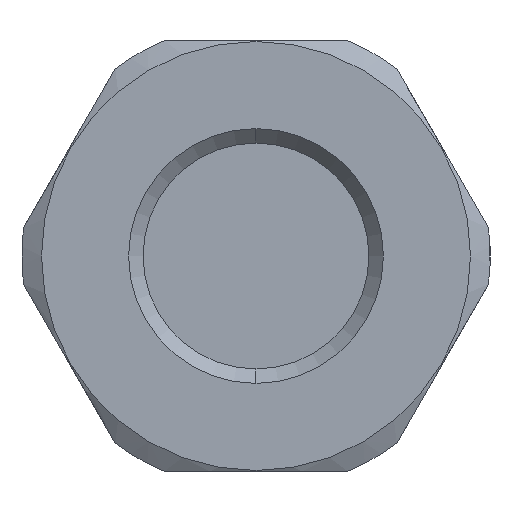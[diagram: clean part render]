
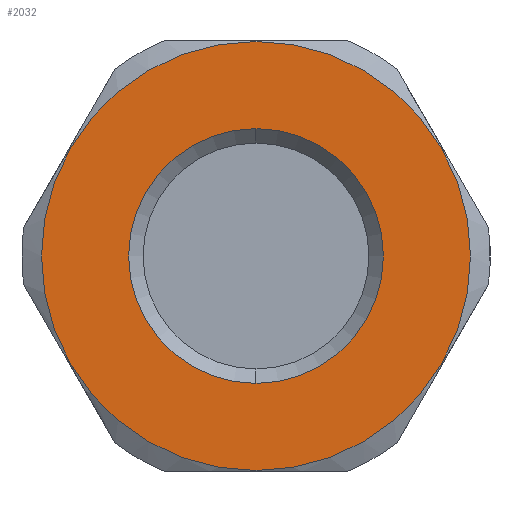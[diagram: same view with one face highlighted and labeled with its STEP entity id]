
A CAD part, left-side view. The second image highlights one B-rep face of the part: STEP entity #2032.
In plain terms, the highlighted planar face has unit normal (-1, 0, 0).
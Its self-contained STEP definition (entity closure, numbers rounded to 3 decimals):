
#16 = EDGE_CURVE ( 'NONE', #355, #349, #2572, .T. ) ;
#160 = DIRECTION ( 'NONE',  ( 1., 0., 0. ) ) ;
#161 = DIRECTION ( 'NONE',  ( 0., 0., -1. ) ) ;
#162 = CARTESIAN_POINT ( 'NONE',  ( -24.5, 0., 0. ) ) ;
#347 = VERTEX_POINT ( 'NONE', #565 ) ;
#348 = VERTEX_POINT ( 'NONE', #566 ) ;
#349 = VERTEX_POINT ( 'NONE', #567 ) ;
#355 = VERTEX_POINT ( 'NONE', #573 ) ;
#565 = CARTESIAN_POINT ( 'NONE',  ( -24.5, 0., 22.9 ) ) ;
#566 = CARTESIAN_POINT ( 'NONE',  ( -24.5, 0., -22.9 ) ) ;
#567 = CARTESIAN_POINT ( 'NONE',  ( -24.5, 0., 13.6 ) ) ;
#573 = CARTESIAN_POINT ( 'NONE',  ( -24.5, 0., -13.6 ) ) ;
#638 = CARTESIAN_POINT ( 'NONE',  ( -24.5, 0., 0. ) ) ;
#639 = DIRECTION ( 'NONE',  ( 1., 0., 0. ) ) ;
#640 = DIRECTION ( 'NONE',  ( 0., 0., -1. ) ) ;
#835 = CARTESIAN_POINT ( 'NONE',  ( -24.5, 0., 0. ) ) ;
#836 = DIRECTION ( 'NONE',  ( 1., 0., 0. ) ) ;
#837 = DIRECTION ( 'NONE',  ( 0., 0., -1. ) ) ;
#1065 = CARTESIAN_POINT ( 'NONE',  ( -24.5, 0., 0. ) ) ;
#1066 = DIRECTION ( 'NONE',  ( 1., 0., 0. ) ) ;
#1067 = DIRECTION ( 'NONE',  ( 0., 0., -1. ) ) ;
#1323 = EDGE_CURVE ( 'NONE', #347, #348, #2637, .T. ) ;
#1373 = EDGE_CURVE ( 'NONE', #348, #347, #2700, .T. ) ;
#1659 = EDGE_CURVE ( 'NONE', #349, #355, #2797, .T. ) ;
#2032 = ADVANCED_FACE ( 'NONE', ( #2929, #2930 ), #3315, .T. ) ;
#2173 = AXIS2_PLACEMENT_3D ( 'NONE', #162, #160, #161 ) ;
#2194 = AXIS2_PLACEMENT_3D ( 'NONE', #638, #639, #640 ) ;
#2216 = AXIS2_PLACEMENT_3D ( 'NONE', #835, #836, #837 ) ;
#2263 = AXIS2_PLACEMENT_3D ( 'NONE', #1065, #1066, #1067 ) ;
#2332 = AXIS2_PLACEMENT_3D ( 'NONE', #3318, #3319, #3313 ) ;
#2572 = CIRCLE ( 'NONE', #2173, 13.6 ) ;
#2637 = CIRCLE ( 'NONE', #2194, 22.9 ) ;
#2700 = CIRCLE ( 'NONE', #2216, 22.9 ) ;
#2797 = CIRCLE ( 'NONE', #2263, 13.6 ) ;
#2929 = FACE_BOUND ( 'NONE', #3558, .T. ) ;
#2930 = FACE_OUTER_BOUND ( 'NONE', #3562, .T. ) ;
#3283 = ORIENTED_EDGE ( 'NONE', *, *, #1659, .T. ) ;
#3284 = ORIENTED_EDGE ( 'NONE', *, *, #16, .T. ) ;
#3285 = ORIENTED_EDGE ( 'NONE', *, *, #1373, .F. ) ;
#3286 = ORIENTED_EDGE ( 'NONE', *, *, #1323, .F. ) ;
#3313 = DIRECTION ( 'NONE',  ( 0., 0., 1. ) ) ;
#3315 = PLANE ( 'NONE',  #2332 ) ;
#3318 = CARTESIAN_POINT ( 'NONE',  ( -24.5, 22.9, 0. ) ) ;
#3319 = DIRECTION ( 'NONE',  ( -1., 0., 0. ) ) ;
#3558 = EDGE_LOOP ( 'NONE', ( #3283, #3284 ) ) ;
#3562 = EDGE_LOOP ( 'NONE', ( #3285, #3286 ) ) ;
